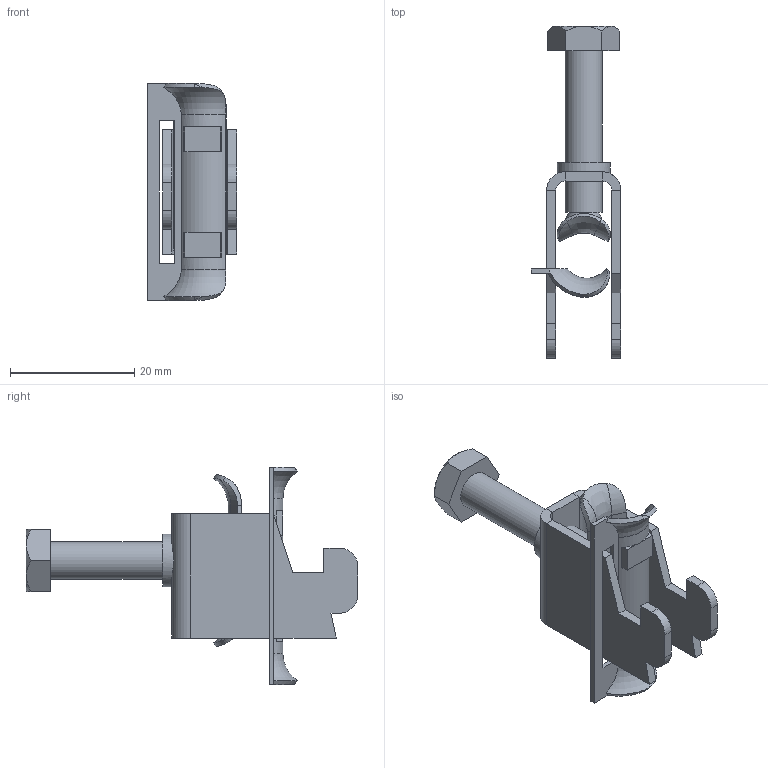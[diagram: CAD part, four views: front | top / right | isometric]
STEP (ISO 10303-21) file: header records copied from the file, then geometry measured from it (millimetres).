
FILE_DESCRIPTION (( 'STEP AP214' ), '1' );
FILE_NAME ('1167054.stp', '2022-09-23T07:17:53', ( '' ), ( '' ), 'SwSTEP 2.0', 'SolidWorks 2020', '' );
FILE_SCHEMA (( 'AUTOMOTIVE_DESIGN' ));
Length unit declared in the file: millimetre
Products named in the file (5): EB379-01-01_Standard; 1167054; 142951_M6 x 26; EB379-01-02_Standard; EB025-01_Standard
Assembly tree (4 placements, depth 2):
  1167054
    EB379-01-01_Standard
    142951_M6 x 26
    EB379-01-02_Standard
    EB025-01_Standard
Bounding box: 14.5 x 53.5 x 35 mm (x, y, z)
Volume: 3331.6 mm3; surface area: 5033.2 mm2
Topology: 4 solids, 4 shells, 177 faces, 421 edges, 257 vertices
Faces by surface type: plane 108, cylinder 31, bspline 22, cone 8, torus 8
Full cylindrical faces by diameter (mm): 2.9 x1, 3.3 x1, 5.5 x1, 6 x1, 8.2 x1, 8.5 x1
Entity records: 6475 total; most frequent: CARTESIAN_POINT 2506, ORIENTED_EDGE 816, DIRECTION 704, EDGE_CURVE 408, VERTEX_POINT 254, AXIS2_PLACEMENT_3D 241, VECTOR 222, LINE 222
